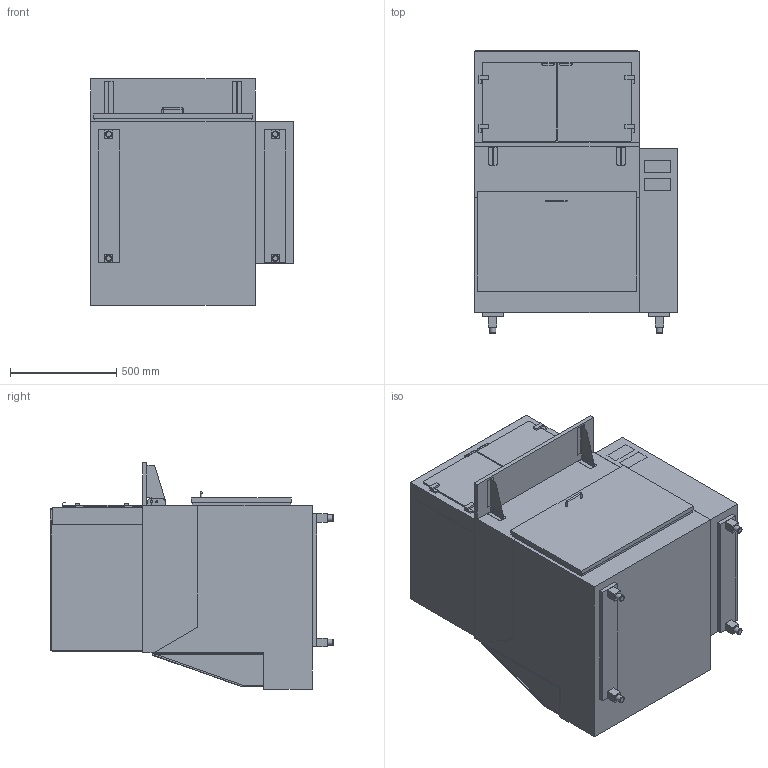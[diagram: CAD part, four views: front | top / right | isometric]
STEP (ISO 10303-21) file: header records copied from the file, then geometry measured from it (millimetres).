
FILE_DESCRIPTION(/* description */ ('zentralgekühlt'),/* implementation_level */ '2;1');
FILE_NAME(/* name */ '3D-AKE-00008914.stp',/* time_stamp */ '2022-06-01T10:11:35+02:00',/* author */ ('julian.lux'),/* organization */ (''),/* preprocessor_version */ 'ST-DEVELOPER v18',/* originating_system */ 'Autodesk Inventor 2020',/* authorisation */ '');
FILE_SCHEMA (('AUTOMOTIVE_DESIGN { 1 0 10303 214 3 1 1 }'));
Length unit declared in the file: millimetre
Products named in the file (1): 3D-AKE-00008914
Bounding box: 955 x 1334 x 1065 mm (x, y, z)
Volume: 298858553 mm3; surface area: 20210445.5 mm2
Topology: 99 solids, 99 shells, 842 faces, 1998 edges, 1362 vertices
Faces by surface type: plane 701, cylinder 113, torus 28
Full cylindrical faces by diameter (mm): 5 x33, 8 x3, 10 x8, 30 x4
Entity records: 24224 total; most frequent: CARTESIAN_POINT 4203, DIRECTION 4094, ORIENTED_EDGE 3996, EDGE_CURVE 1998, LINE 1588, VECTOR 1588, VERTEX_POINT 1362, AXIS2_PLACEMENT_3D 1253
